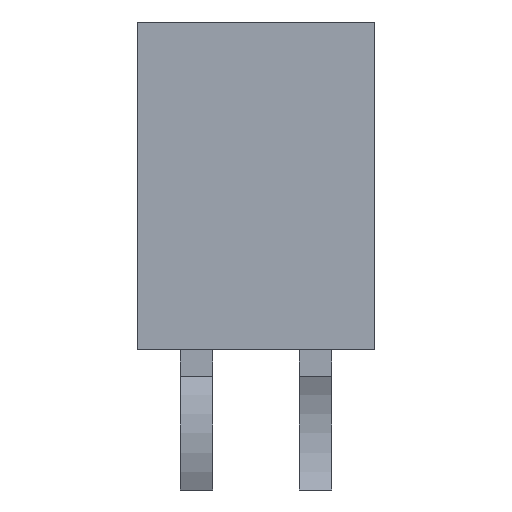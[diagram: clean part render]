
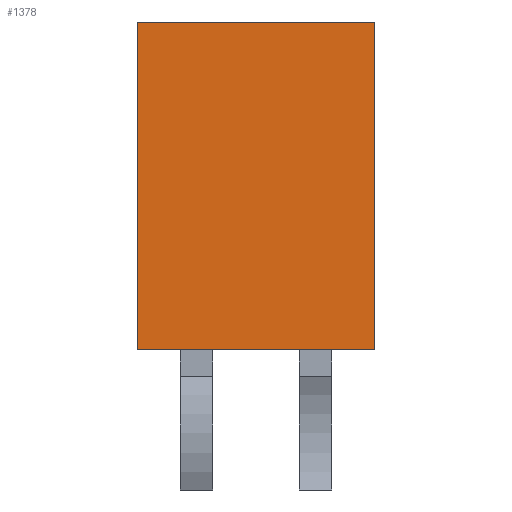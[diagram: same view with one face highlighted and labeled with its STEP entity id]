
A CAD part, front view. The second image highlights one B-rep face of the part: STEP entity #1378.
In plain terms, the highlighted planar face has unit normal (0, -1, 0).
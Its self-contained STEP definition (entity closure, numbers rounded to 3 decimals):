
#14=DIRECTION('',(1.,0.,0.));
#15=VECTOR('',#14,5.08);
#16=CARTESIAN_POINT('',(-2.54,-1.26,0.));
#17=LINE('',#16,#15);
#326=DIRECTION('',(0.,0.,-1.));
#327=VECTOR('',#326,7.);
#328=CARTESIAN_POINT('',(-2.54,-1.26,0.));
#329=LINE('',#328,#327);
#330=DIRECTION('',(0.,0.,-1.));
#331=VECTOR('',#330,7.);
#332=CARTESIAN_POINT('',(2.54,-1.26,0.));
#333=LINE('',#332,#331);
#342=DIRECTION('',(1.,0.,0.));
#343=VECTOR('',#342,5.08);
#344=CARTESIAN_POINT('',(-2.54,-1.26,-7.));
#345=LINE('',#344,#343);
#1111=CARTESIAN_POINT('',(-2.54,-1.26,0.));
#1113=VERTEX_POINT('',#1111);
#1114=CARTESIAN_POINT('',(2.54,-1.26,0.));
#1115=VERTEX_POINT('',#1114);
#1119=CARTESIAN_POINT('',(-2.54,-1.26,-7.));
#1121=VERTEX_POINT('',#1119);
#1122=CARTESIAN_POINT('',(2.54,-1.26,-7.));
#1123=VERTEX_POINT('',#1122);
#1365=CARTESIAN_POINT('',(-2.54,-1.26,0.));
#1366=DIRECTION('',(0.,-1.,0.));
#1367=DIRECTION('',(1.,0.,0.));
#1368=AXIS2_PLACEMENT_3D('',#1365,#1366,#1367);
#1369=PLANE('',#1368);
#1370=ORIENTED_EDGE('',*,*,#1309,.T.);
#1372=ORIENTED_EDGE('',*,*,#1371,.T.);
#1374=ORIENTED_EDGE('',*,*,#1373,.F.);
#1375=ORIENTED_EDGE('',*,*,#1356,.F.);
#1376=EDGE_LOOP('',(#1370,#1372,#1374,#1375));
#1377=FACE_OUTER_BOUND('',#1376,.F.);
#1309=EDGE_CURVE('',#1113,#1115,#17,.T.);
#1356=EDGE_CURVE('',#1113,#1121,#329,.T.);
#1371=EDGE_CURVE('',#1115,#1123,#333,.T.);
#1373=EDGE_CURVE('',#1121,#1123,#345,.T.);
#1378=ADVANCED_FACE('',(#1377),#1369,.T.);
